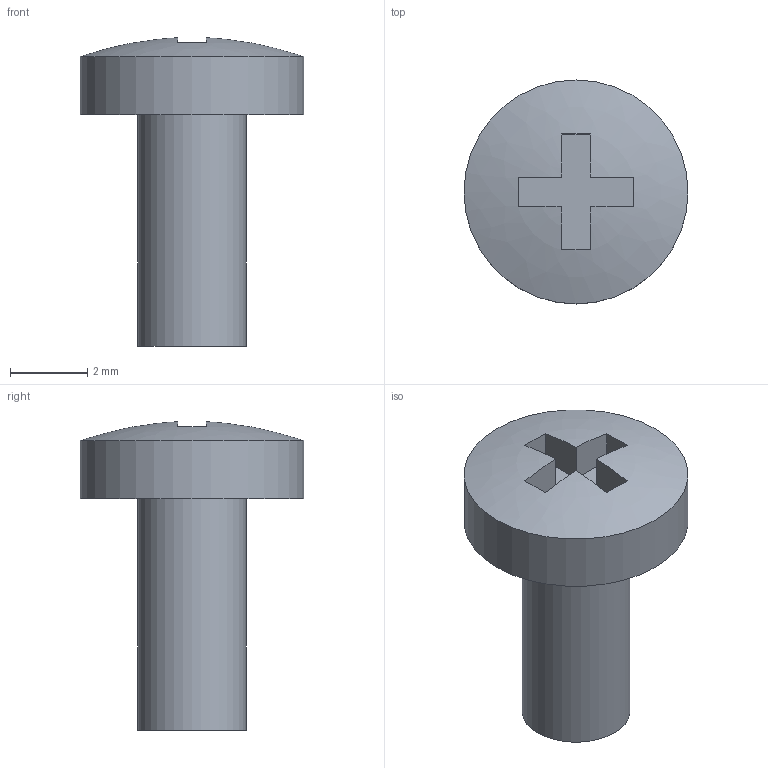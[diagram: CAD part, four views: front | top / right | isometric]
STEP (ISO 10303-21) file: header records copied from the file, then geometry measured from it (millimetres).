
FILE_DESCRIPTION(('FreeCAD Model'),'2;1');
FILE_NAME('Screw_M3x6_T_2.0_Panhead.step','2019-09-26T15:13:12',('Author' ),(''),'Open CASCADE STEP processor 7.3','FreeCAD','Unknown');
FILE_SCHEMA(('AUTOMOTIVE_DESIGN { 1 0 10303 214 1 1 1 1 }'));
Length unit declared in the file: millimetre
Products named in the file (1): Screw_M3x6_T_2.0_Panhead
Bounding box: 5.8 x 5.8 x 7.99 mm (x, y, z)
Volume: 79.4 mm3; surface area: 144.7 mm2
Topology: 1 solids, 1 shells, 18 faces, 44 edges, 29 vertices
Faces by surface type: plane 15, cylinder 2, revolution 1
Full cylindrical faces by diameter (mm): 2.8 x1, 5.8 x1
Entity records: 708 total; most frequent: CARTESIAN_POINT 294, ORIENTED_EDGE 88, DIRECTION 71, EDGE_CURVE 44, VERTEX_POINT 29, LINE 26, VECTOR 26, AXIS2_PLACEMENT_3D 22
